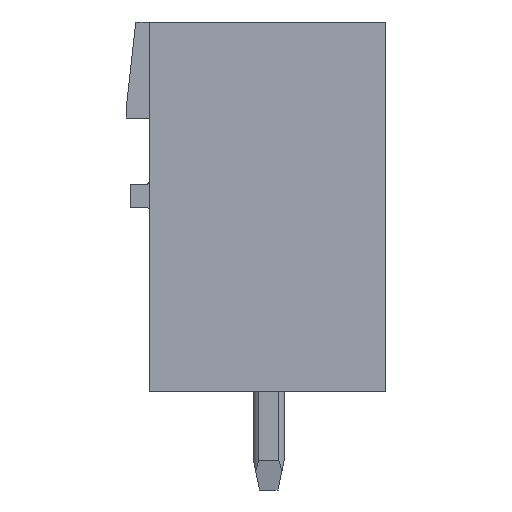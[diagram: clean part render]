
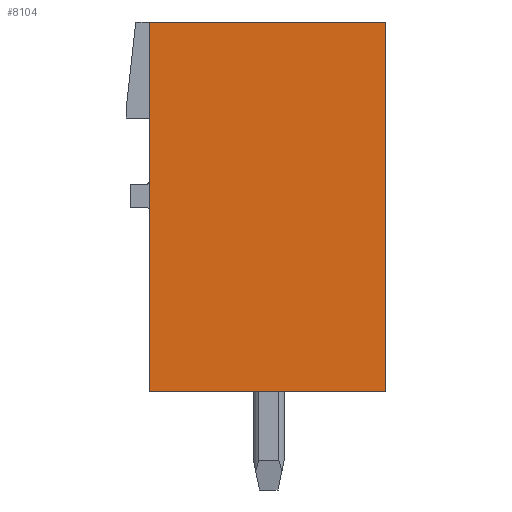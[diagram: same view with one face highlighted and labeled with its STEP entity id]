
A CAD part, left-side view. The second image highlights one B-rep face of the part: STEP entity #8104.
In plain terms, the highlighted planar face has unit normal (-1, 0, 0).
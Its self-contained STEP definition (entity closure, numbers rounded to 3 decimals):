
#8096=AXIS2_PLACEMENT_3D('Plane Axis2P3D',#8093,#8094,#8095) ;
#49=CARTESIAN_POINT('Vertex',(0.,0.,15.2)) ;
#52=CARTESIAN_POINT('Line Origine',(0.,0.,9.2)) ;
#56=CARTESIAN_POINT('Vertex',(0.,0.,3.2)) ;
#115=CARTESIAN_POINT('Vertex',(0.,7.68,15.2)) ;
#118=CARTESIAN_POINT('Line Origine',(0.,3.84,15.2)) ;
#1797=CARTESIAN_POINT('Vertex',(0.,7.68,3.2)) ;
#1800=CARTESIAN_POINT('Line Origine',(0.,7.68,9.2)) ;
#2078=CARTESIAN_POINT('Line Origine',(0.,3.84,3.2)) ;
#8093=CARTESIAN_POINT('Axis2P3D Location',(0.,0.,0.)) ;
#53=DIRECTION('Vector Direction',(0.,0.,-1.)) ;
#119=DIRECTION('Vector Direction',(0.,-1.,0.)) ;
#1801=DIRECTION('Vector Direction',(0.,0.,-1.)) ;
#2079=DIRECTION('Vector Direction',(0.,1.,0.)) ;
#8094=DIRECTION('Axis2P3D Direction',(-1.,0.,0.)) ;
#8095=DIRECTION('Axis2P3D XDirection',(0.,0.,1.)) ;
#54=VECTOR('Line Direction',#53,1.) ;
#120=VECTOR('Line Direction',#119,1.) ;
#1802=VECTOR('Line Direction',#1801,1.) ;
#2080=VECTOR('Line Direction',#2079,1.) ;
#8099=ORIENTED_EDGE('',*,*,#122,.T.) ;
#8100=ORIENTED_EDGE('',*,*,#1804,.T.) ;
#8101=ORIENTED_EDGE('',*,*,#2082,.T.) ;
#8102=ORIENTED_EDGE('',*,*,#58,.T.) ;
#8104=ADVANCED_FACE('HOUSING',(#8103),#8097,.T.) ;
#58=EDGE_CURVE('',#57,#50,#55,.F.) ;
#122=EDGE_CURVE('',#50,#116,#121,.F.) ;
#1804=EDGE_CURVE('',#116,#1798,#1803,.T.) ;
#2082=EDGE_CURVE('',#1798,#57,#2081,.F.) ;
#8098=EDGE_LOOP('',(#8099,#8100,#8101,#8102)) ;
#8103=FACE_OUTER_BOUND('',#8098,.T.) ;
#55=LINE('Line',#52,#54) ;
#121=LINE('Line',#118,#120) ;
#1803=LINE('Line',#1800,#1802) ;
#2081=LINE('Line',#2078,#2080) ;
#8097=PLANE('',#8096) ;
#50=VERTEX_POINT('',#49) ;
#57=VERTEX_POINT('',#56) ;
#116=VERTEX_POINT('',#115) ;
#1798=VERTEX_POINT('',#1797) ;
